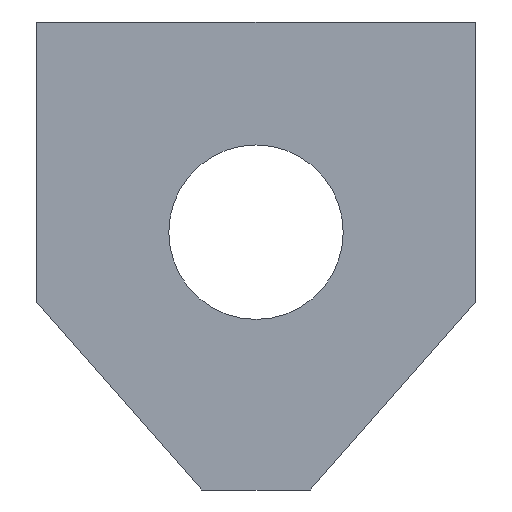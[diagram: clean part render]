
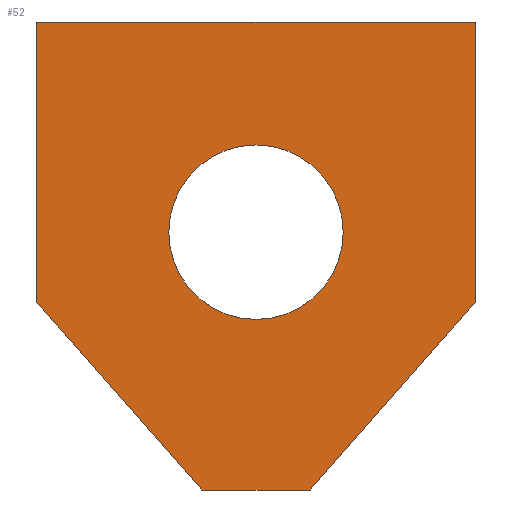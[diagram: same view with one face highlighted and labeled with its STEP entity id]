
A CAD part, front view. The second image highlights one B-rep face of the part: STEP entity #52.
In plain terms, the highlighted planar face has unit normal (0, -1, 0).
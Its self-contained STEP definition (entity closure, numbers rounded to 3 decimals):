
#12 = CARTESIAN_POINT ( 'NONE',  ( 1.274, 0., -13.999 ) ) ;
#22 = VECTOR ( 'NONE', #196, 1000. ) ;
#23 = VERTEX_POINT ( 'NONE', #48 ) ;
#38 = CARTESIAN_POINT ( 'NONE',  ( 5.15, 0., -3. ) ) ;
#43 = EDGE_LOOP ( 'NONE', ( #179, #315, #372, #328, #133, #107 ) ) ;
#46 = CARTESIAN_POINT ( 'NONE',  ( 5.15, 0., -9.591 ) ) ;
#48 = CARTESIAN_POINT ( 'NONE',  ( 5.15, 0., -9.591 ) ) ;
#51 = LINE ( 'NONE', #174, #22 ) ;
#52 = ADVANCED_FACE ( 'NONE', ( #172, #160 ), #339, .F. ) ;
#60 = VECTOR ( 'NONE', #287, 1000. ) ;
#61 = AXIS2_PLACEMENT_3D ( 'NONE', #113, #115, #111 ) ;
#63 = VERTEX_POINT ( 'NONE', #38 ) ;
#64 = CARTESIAN_POINT ( 'NONE',  ( 1.274, 0., -13.999 ) ) ;
#69 = VERTEX_POINT ( 'NONE', #358 ) ;
#70 = AXIS2_PLACEMENT_3D ( 'NONE', #92, #90, #82 ) ;
#72 = CARTESIAN_POINT ( 'NONE',  ( 0., 0., -5.89 ) ) ;
#81 = EDGE_CURVE ( 'NONE', #377, #156, #211, .T. ) ;
#82 = DIRECTION ( 'NONE',  ( 0., 0., 1. ) ) ;
#90 = DIRECTION ( 'NONE',  ( 0., 1., 0. ) ) ;
#92 = CARTESIAN_POINT ( 'NONE',  ( 0., 0., -7.94 ) ) ;
#100 = CARTESIAN_POINT ( 'NONE',  ( -1.274, 0., -13.999 ) ) ;
#102 = DIRECTION ( 'NONE',  ( -0.66, 0., 0.751 ) ) ;
#104 = EDGE_CURVE ( 'NONE', #334, #63, #221, .T. ) ;
#107 = ORIENTED_EDGE ( 'NONE', *, *, #81, .F. ) ;
#111 = DIRECTION ( 'NONE',  ( 0., 0., 1. ) ) ;
#113 = CARTESIAN_POINT ( 'NONE',  ( 0., 0., -7.94 ) ) ;
#115 = DIRECTION ( 'NONE',  ( 0., 1., 0. ) ) ;
#133 = ORIENTED_EDGE ( 'NONE', *, *, #327, .F. ) ;
#145 = CARTESIAN_POINT ( 'NONE',  ( -5.15, 0., -9.591 ) ) ;
#153 = DIRECTION ( 'NONE',  ( -1., 0., 0. ) ) ;
#156 = VERTEX_POINT ( 'NONE', #240 ) ;
#160 = FACE_BOUND ( 'NONE', #320, .T. ) ;
#165 = EDGE_CURVE ( 'NONE', #198, #69, #317, .T. ) ;
#168 = LINE ( 'NONE', #46, #207 ) ;
#172 = FACE_OUTER_BOUND ( 'NONE', #43, .T. ) ;
#174 = CARTESIAN_POINT ( 'NONE',  ( 1.274, 0., -13.999 ) ) ;
#177 = DIRECTION ( 'NONE',  ( 0., 0., -1. ) ) ;
#179 = ORIENTED_EDGE ( 'NONE', *, *, #357, .F. ) ;
#180 = LINE ( 'NONE', #145, #60 ) ;
#185 = ORIENTED_EDGE ( 'NONE', *, *, #291, .T. ) ;
#194 = LINE ( 'NONE', #64, #304 ) ;
#196 = DIRECTION ( 'NONE',  ( -0.66, 0., -0.751 ) ) ;
#198 = VERTEX_POINT ( 'NONE', #72 ) ;
#203 = VECTOR ( 'NONE', #102, 1000. ) ;
#207 = VECTOR ( 'NONE', #177, 1000. ) ;
#210 = EDGE_CURVE ( 'NONE', #23, #219, #51, .T. ) ;
#211 = LINE ( 'NONE', #342, #203 ) ;
#219 = VERTEX_POINT ( 'NONE', #12 ) ;
#221 = LINE ( 'NONE', #363, #265 ) ;
#237 = ORIENTED_EDGE ( 'NONE', *, *, #165, .T. ) ;
#240 = CARTESIAN_POINT ( 'NONE',  ( -5.15, 0., -9.591 ) ) ;
#260 = EDGE_CURVE ( 'NONE', #63, #23, #168, .T. ) ;
#265 = VECTOR ( 'NONE', #333, 1000. ) ;
#273 = CARTESIAN_POINT ( 'NONE',  ( -5.15, 0., -3. ) ) ;
#282 = AXIS2_PLACEMENT_3D ( 'NONE', #344, #347, #356 ) ;
#287 = DIRECTION ( 'NONE',  ( 0., 0., 1. ) ) ;
#291 = EDGE_CURVE ( 'NONE', #69, #198, #348, .T. ) ;
#304 = VECTOR ( 'NONE', #153, 1000. ) ;
#315 = ORIENTED_EDGE ( 'NONE', *, *, #210, .F. ) ;
#317 = CIRCLE ( 'NONE', #70, 2.05 ) ;
#320 = EDGE_LOOP ( 'NONE', ( #185, #237 ) ) ;
#327 = EDGE_CURVE ( 'NONE', #156, #334, #180, .T. ) ;
#328 = ORIENTED_EDGE ( 'NONE', *, *, #104, .F. ) ;
#333 = DIRECTION ( 'NONE',  ( 1., 0., 0. ) ) ;
#334 = VERTEX_POINT ( 'NONE', #273 ) ;
#339 = PLANE ( 'NONE',  #282 ) ;
#342 = CARTESIAN_POINT ( 'NONE',  ( -1.274, 0., -13.999 ) ) ;
#344 = CARTESIAN_POINT ( 'NONE',  ( 0., 0., 0. ) ) ;
#347 = DIRECTION ( 'NONE',  ( 0., 1., 0. ) ) ;
#348 = CIRCLE ( 'NONE', #61, 2.05 ) ;
#356 = DIRECTION ( 'NONE',  ( 0., 0., 1. ) ) ;
#357 = EDGE_CURVE ( 'NONE', #219, #377, #194, .T. ) ;
#358 = CARTESIAN_POINT ( 'NONE',  ( 0., 0., -9.99 ) ) ;
#363 = CARTESIAN_POINT ( 'NONE',  ( -5.15, 0., -3. ) ) ;
#372 = ORIENTED_EDGE ( 'NONE', *, *, #260, .F. ) ;
#377 = VERTEX_POINT ( 'NONE', #100 ) ;
